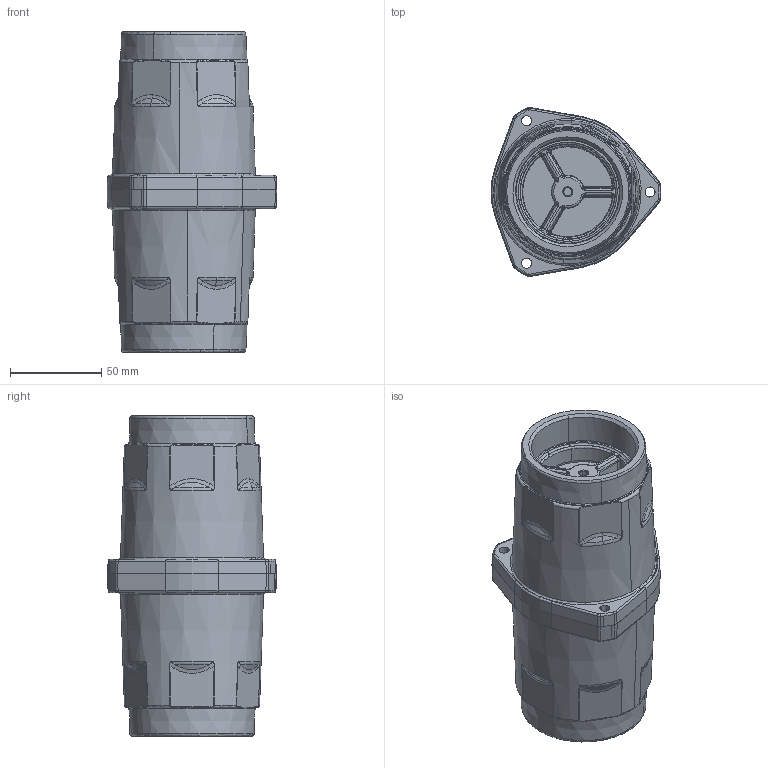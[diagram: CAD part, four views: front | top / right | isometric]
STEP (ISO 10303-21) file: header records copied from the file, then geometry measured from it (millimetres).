
FILE_DESCRIPTION(('CATIA V5 STEP Exchange'),'2;1');
FILE_NAME('VRL6.stp','2012-03-14T07:57:02+00:00',('none'),('none'),'CATIA Version 5 Release 20 SP 5 (IN-10)','CATIA V5 STEP AP214','none');
FILE_SCHEMA(('AUTOMOTIVE_DESIGN { 1 0 10303 214 1 1 1 1 }'));
Products named in the file (1): VRL6
Bounding box: 92.97 x 92.5 x 175.2 mm (x, y, z)
Volume: 666567.1 mm3; surface area: 78102.8 mm2
Topology: 2 solids, 2 shells, 776 faces, 1847 edges, 1049 vertices
Faces by surface type: bspline 356, cone 128, torus 110, plane 94, cylinder 88
Entity records: 45729 total; most frequent: CARTESIAN_POINT 26123, ORIENTED_EDGE 3598, EDGE_CURVE 1799, DIRECTION 1565, VERTEX_POINT 1045, B_SPLINE_CURVE_WITH_KNOTS 1010, AXIS2_PLACEMENT_3D 902, EDGE_LOOP 806
